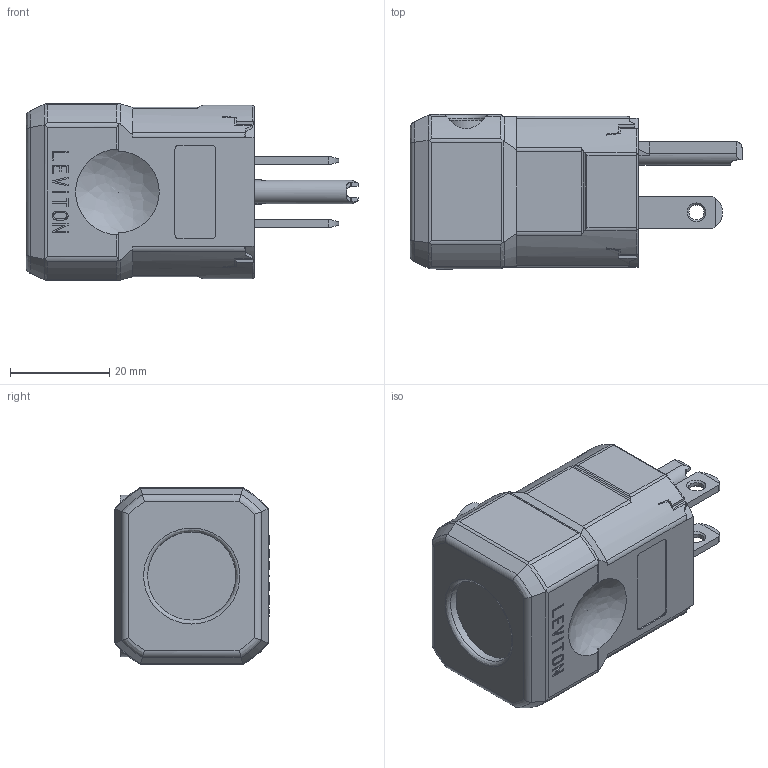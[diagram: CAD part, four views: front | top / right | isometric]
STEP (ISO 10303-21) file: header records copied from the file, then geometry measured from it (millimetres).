
FILE_DESCRIPTION (( 'STEP AP214' ), '1' );
FILE_NAME ('CATSTD-05256-0VX-M01.STEP', '2020-01-10T16:23:44', ( '' ), ( '' ), 'SwSTEP 2.0', 'SolidWorks 2017', '' );
FILE_SCHEMA (( 'AUTOMOTIVE_DESIGN' ));
Length unit declared in the file: millimetre
Products named in the file (2): CATSTD-05256-0VX-M01
Bounding box: 66.93 x 31.22 x 35.69 mm (x, y, z)
Volume: 45267.1 mm3; surface area: 8978 mm2
Topology: 1 solids, 9 shells, 553 faces, 1508 edges, 1005 vertices
Faces by surface type: plane 394, cylinder 122, bspline 21, cone 14, torus 2
Full cylindrical faces by diameter (mm): 3.048 x2, 17.78 x1
Entity records: 20340 total; most frequent: CARTESIAN_POINT 6899, ORIENTED_EDGE 2988, DIRECTION 2418, EDGE_CURVE 1494, VERTEX_POINT 1001, LINE 1000, VECTOR 1000, AXIS2_PLACEMENT_3D 709
